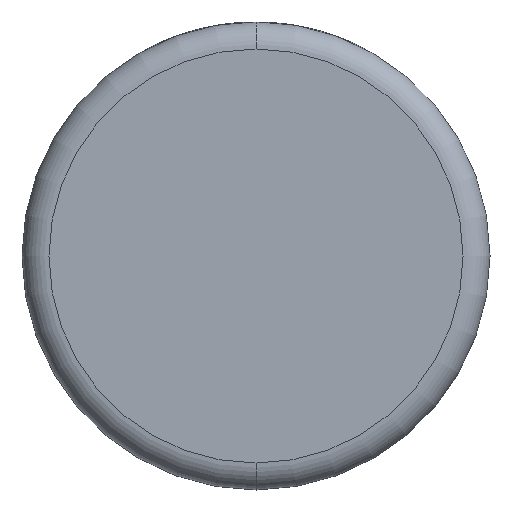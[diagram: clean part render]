
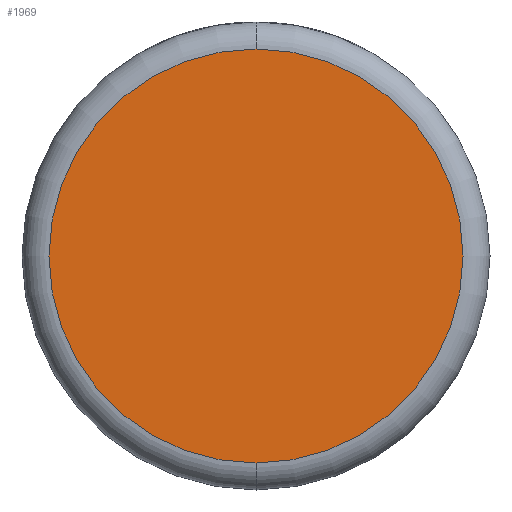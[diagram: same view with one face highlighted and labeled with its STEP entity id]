
A CAD part, front view. The second image highlights one B-rep face of the part: STEP entity #1969.
In plain terms, the highlighted planar face has unit normal (0, -1, 0).
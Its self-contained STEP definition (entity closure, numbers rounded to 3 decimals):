
#26 = ORIENTED_EDGE ( 'NONE', *, *, #4024, .T. ) ;
#443 = DIRECTION ( 'NONE',  ( 0., 0., 1. ) ) ;
#749 = FACE_OUTER_BOUND ( 'NONE', #4322, .T. ) ;
#1186 = AXIS2_PLACEMENT_3D ( 'NONE', #1911, #2998, #443 ) ;
#1223 = CARTESIAN_POINT ( 'NONE',  ( 0., 0., 0. ) ) ;
#1353 = EDGE_CURVE ( 'NONE', #2562, #1913, #3708, .T. ) ;
#1518 = PLANE ( 'NONE',  #1186 ) ;
#1528 = AXIS2_PLACEMENT_3D ( 'NONE', #1794, #2129, #3303 ) ;
#1794 = CARTESIAN_POINT ( 'NONE',  ( 0., 0., 0. ) ) ;
#1911 = CARTESIAN_POINT ( 'NONE',  ( 0., 0., 0. ) ) ;
#1913 = VERTEX_POINT ( 'NONE', #4003 ) ;
#1964 = CIRCLE ( 'NONE', #4425, 18.138 ) ;
#1969 = ADVANCED_FACE ( 'NONE', ( #749 ), #1518, .F. ) ;
#2129 = DIRECTION ( 'NONE',  ( 0., -1., 0. ) ) ;
#2321 = DIRECTION ( 'NONE',  ( 0., -1., 0. ) ) ;
#2562 = VERTEX_POINT ( 'NONE', #2722 ) ;
#2722 = CARTESIAN_POINT ( 'NONE',  ( 0., 0., 18.138 ) ) ;
#2998 = DIRECTION ( 'NONE',  ( 0., 1., 0. ) ) ;
#3303 = DIRECTION ( 'NONE',  ( 0., 0., 1. ) ) ;
#3667 = ORIENTED_EDGE ( 'NONE', *, *, #1353, .T. ) ;
#3708 = CIRCLE ( 'NONE', #1528, 18.138 ) ;
#4003 = CARTESIAN_POINT ( 'NONE',  ( 0., 0., -18.138 ) ) ;
#4024 = EDGE_CURVE ( 'NONE', #1913, #2562, #1964, .T. ) ;
#4322 = EDGE_LOOP ( 'NONE', ( #3667, #26 ) ) ;
#4425 = AXIS2_PLACEMENT_3D ( 'NONE', #1223, #2321, #4584 ) ;
#4584 = DIRECTION ( 'NONE',  ( 0., 0., 1. ) ) ;
